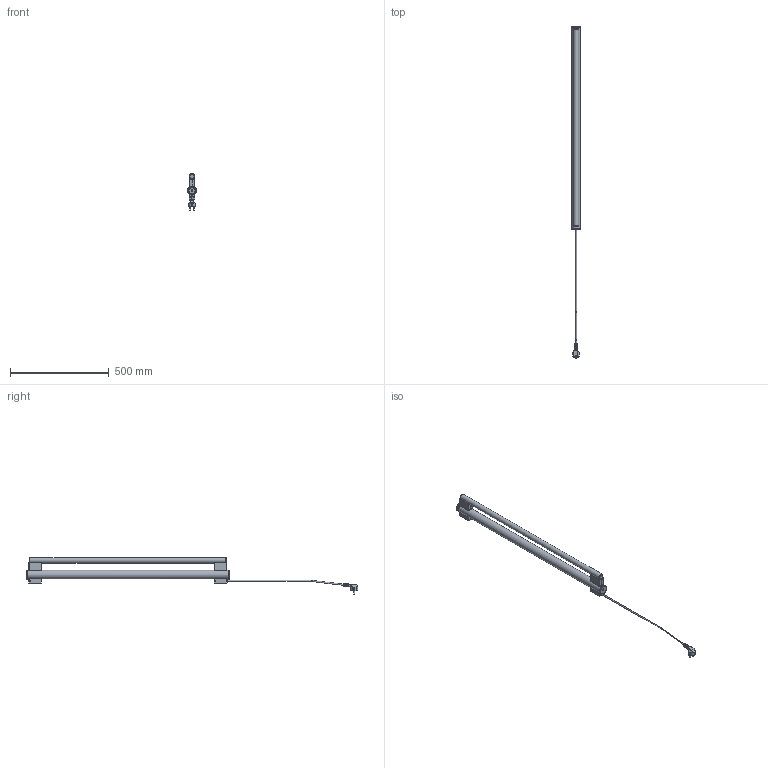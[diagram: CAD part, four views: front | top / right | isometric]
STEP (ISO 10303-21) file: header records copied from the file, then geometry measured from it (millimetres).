
FILE_DESCRIPTION (( 'STEP AP214' ), '1' );
FILE_NAME ('Eiffel_1000_single_wall_asm.STEP', '2024-09-20T11:25:27', ( '' ), ( '' ), 'SwSTEP 2.0', 'SolidWorks 2017', '' );
FILE_SCHEMA (( 'AUTOMOTIVE_DESIGN' ));
Length unit declared in the file: millimetre
Products named in the file (29): Eiffel_single_socket_top_no_dimmer_assembly_V1; S14S_brass_clip; Eiffel_S14S_socket_v1.0; eiffel_brass_knob; S14S_socket; Eiffel_wall_mount_case_bottom_with_hole_half_2_V2.1_Blackened steel; Eiffel_brass_end_cap_v2.0_V2.0; Eiffel_socket_holder_complete_config_V2.1; Eiffel_wall_mount_case_bottom_with_hole_complete_V2.1_Blackened steel; socket set screw cup point_iso_ISO 4029 - M4 x 4-C; Eiffel_socket_holder_half_config_V2.1; eiffel_single_wall_1000_pipe_V2; Eiffel_wall_mount_case_bottom_with_hole_half_1_V2.1_Blackened steel; Eiffel_single_top_bracket_v1.1; Eiffel_wall_single_1000_frame_asm_config_V1.2; Eiffel_wall_mount_top_half_2_V2.1; Eiffel_single_socket_with_dimmer_assembly_V1; Eye_let_ground_wire_for_brass_end_cap; Eiffel_dimmer_assembly_General; Eiffel_LED_tube_bulb_1000_v1.0; S14S_metal_Clip; Eiffel_single_plug_wired_assembly_v1; socket set screw cup point_iso_ISO 4029 - M4 x 6-C; Eiffel_wall_mount_top_half_config; eiffel_brass_dimmer knob_V1.1; Eiffel_1000_single_wall_asm; Steab_6233-6; Eiffel_3_conductor_cord_with_plug; Eiffel_wall_mount_case_top_complete_V2.1
Assembly tree (31 placements, depth 4):
  Eiffel_1000_single_wall_asm
    Eiffel_wall_single_1000_frame_asm_config_V1.2
      eiffel_single_wall_1000_pipe_V2
      Eiffel_socket_holder_complete_config_V2.1  x2
        Eiffel_socket_holder_half_config_V2.1
      Eiffel_wall_mount_case_bottom_with_hole_complete_V2.1_Blackened steel
        Eiffel_wall_mount_case_bottom_with_hole_half_2_V2.1_Blackened steel
        Eiffel_wall_mount_case_bottom_with_hole_half_1_V2.1_Blackened steel
      Eiffel_wall_mount_case_top_complete_V2.1
        Eiffel_wall_mount_top_half_config
        Eiffel_wall_mount_top_half_2_V2.1
    Eiffel_single_socket_with_dimmer_assembly_V1
      Eiffel_dimmer_assembly_General
        eiffel_brass_dimmer knob_V1.1
    Eiffel_single_socket_top_no_dimmer_assembly_V1
      eiffel_brass_knob
        Eiffel_brass_end_cap_v2.0_V2.0
      S14S_socket
        Eiffel_S14S_socket_v1.0
        S14S_metal_Clip
        S14S_brass_clip
    Eiffel_single_plug_wired_assembly_v1
      Eiffel_3_conductor_cord_with_plug
      Steab_6233-6
    Eiffel_LED_tube_bulb_1000_v1.0
    Eye_let_ground_wire_for_brass_end_cap
    Eiffel_single_top_bracket_v1.1
    socket set screw cup point_iso_ISO 4029 - M4 x 6-C
    socket set screw cup point_iso_ISO 4029 - M4 x 4-C  x2
Bounding box: 45 x 1684.17 x 186.87 mm (x, y, z)
Volume: 1047604.3 mm3; surface area: 471234 mm2
Topology: 22 solids, 23 shells, 1823 faces, 4663 edges, 2910 vertices
Faces by surface type: plane 982, cylinder 546, cone 226, bspline 51, torus 14, sphere 4
Full cylindrical faces by diameter (mm): 2 x1, 2.251 x2, 2.5 x1, 2.7 x2, 2.926 x2, 3 x2, 3.25 x2, 3.35 x6, 3.5 x1, 3.75 x2, 4 x4, 4.8 x2, 5.1 x2, 5.4 x1, 5.6 x1, 6 x6, 9 x1, 14 x2, 25 x1, 28.5 x1, 31 x2, 39 x2, 41 x1, 45 x1
Entity records: 77462 total; most frequent: CARTESIAN_POINT 30936, ORIENTED_EDGE 8612, DIRECTION 7869, EDGE_CURVE 4306, AXIS2_PLACEMENT_3D 2764, VERTEX_POINT 2724, LINE 2341, VECTOR 2341
